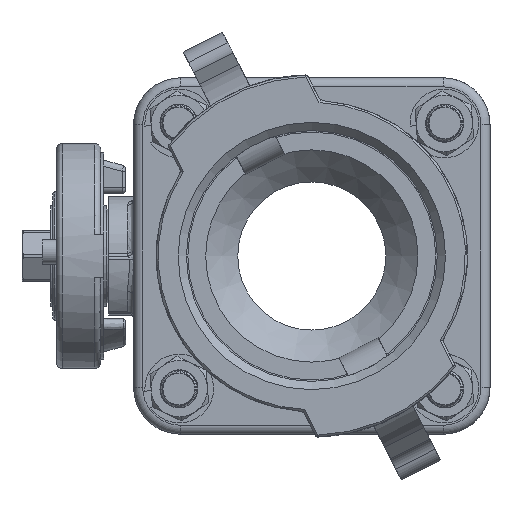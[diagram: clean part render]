
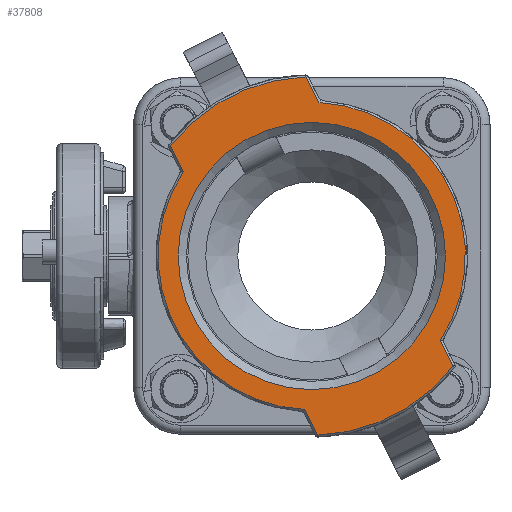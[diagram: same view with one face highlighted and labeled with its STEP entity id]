
A CAD part, left-side view. The second image highlights one B-rep face of the part: STEP entity #37808.
In plain terms, the highlighted planar face has unit normal (-1, 0, 0).
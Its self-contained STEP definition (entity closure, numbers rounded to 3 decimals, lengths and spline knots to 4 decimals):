
#2983=LINE('',#58819,#6219);
#2984=LINE('',#58827,#6220);
#2985=LINE('',#58831,#6221);
#2986=LINE('',#58838,#6222);
#6219=VECTOR('',#44274,0.2806);
#6220=VECTOR('',#44281,0.2806);
#6221=VECTOR('',#44284,0.2806);
#6222=VECTOR('',#44291,0.2806);
#9157=PLANE('',#40291);
#10198=FACE_BOUND('',#13267,.T.);
#10905=FACE_OUTER_BOUND('',#13266,.T.);
#13266=EDGE_LOOP('',(#27930,#27931,#27932,#27933,#27934,#27935,#27936,#27937,
#27938,#27939,#27940,#27941));
#13267=EDGE_LOOP('',(#27942));
#15560=CIRCLE('',#40292,1.535);
#15561=CIRCLE('',#40293,0.01);
#15562=CIRCLE('',#40294,1.79);
#15563=CIRCLE('',#40295,0.01);
#15564=CIRCLE('',#40296,1.535);
#15565=CIRCLE('',#40297,0.01);
#15566=CIRCLE('',#40298,1.79);
#15567=CIRCLE('',#40299,0.01);
#15568=CIRCLE('',#40300,1.335);
#16975=VERTEX_POINT('',#58815);
#16976=VERTEX_POINT('',#58816);
#16977=VERTEX_POINT('',#58818);
#16978=VERTEX_POINT('',#58820);
#16979=VERTEX_POINT('',#58822);
#16980=VERTEX_POINT('',#58824);
#16981=VERTEX_POINT('',#58826);
#16982=VERTEX_POINT('',#58828);
#16983=VERTEX_POINT('',#58830);
#16984=VERTEX_POINT('',#58832);
#16985=VERTEX_POINT('',#58834);
#16986=VERTEX_POINT('',#58836);
#16987=VERTEX_POINT('',#58839);
#21109=EDGE_CURVE('',#16975,#16976,#15560,.T.);
#21110=EDGE_CURVE('',#16977,#16975,#2983,.T.);
#21111=EDGE_CURVE('',#16978,#16977,#15561,.T.);
#21112=EDGE_CURVE('',#16979,#16978,#15562,.T.);
#21113=EDGE_CURVE('',#16980,#16979,#15563,.T.);
#21114=EDGE_CURVE('',#16981,#16980,#2984,.T.);
#21115=EDGE_CURVE('',#16982,#16981,#15564,.T.);
#21116=EDGE_CURVE('',#16983,#16982,#2985,.T.);
#21117=EDGE_CURVE('',#16984,#16983,#15565,.T.);
#21118=EDGE_CURVE('',#16985,#16984,#15566,.T.);
#21119=EDGE_CURVE('',#16986,#16985,#15567,.T.);
#21120=EDGE_CURVE('',#16976,#16986,#2986,.T.);
#21121=EDGE_CURVE('',#16987,#16987,#15568,.T.);
#27930=ORIENTED_EDGE('',*,*,#21109,.F.);
#27931=ORIENTED_EDGE('',*,*,#21110,.F.);
#27932=ORIENTED_EDGE('',*,*,#21111,.F.);
#27933=ORIENTED_EDGE('',*,*,#21112,.F.);
#27934=ORIENTED_EDGE('',*,*,#21113,.F.);
#27935=ORIENTED_EDGE('',*,*,#21114,.F.);
#27936=ORIENTED_EDGE('',*,*,#21115,.F.);
#27937=ORIENTED_EDGE('',*,*,#21116,.F.);
#27938=ORIENTED_EDGE('',*,*,#21117,.F.);
#27939=ORIENTED_EDGE('',*,*,#21118,.F.);
#27940=ORIENTED_EDGE('',*,*,#21119,.F.);
#27941=ORIENTED_EDGE('',*,*,#21120,.F.);
#27942=ORIENTED_EDGE('',*,*,#21121,.F.);
#37808=ADVANCED_FACE('',(#10905,#10198),#9157,.F.);
#40291=AXIS2_PLACEMENT_3D('',#58814,#44270,#44271);
#40292=AXIS2_PLACEMENT_3D('',#58817,#44272,#44273);
#40293=AXIS2_PLACEMENT_3D('',#58821,#44275,#44276);
#40294=AXIS2_PLACEMENT_3D('',#58823,#44277,#44278);
#40295=AXIS2_PLACEMENT_3D('',#58825,#44279,#44280);
#40296=AXIS2_PLACEMENT_3D('',#58829,#44282,#44283);
#40297=AXIS2_PLACEMENT_3D('',#58833,#44285,#44286);
#40298=AXIS2_PLACEMENT_3D('',#58835,#44287,#44288);
#40299=AXIS2_PLACEMENT_3D('',#58837,#44289,#44290);
#40300=AXIS2_PLACEMENT_3D('',#58840,#44292,#44293);
#44270=DIRECTION('center_axis',(1.,0.,0.));
#44271=DIRECTION('ref_axis',(0.,0.,-1.));
#44272=DIRECTION('center_axis',(1.,0.,0.));
#44273=DIRECTION('ref_axis',(0.,-1.,0.));
#44274=DIRECTION('',(0.,-0.454,-0.891));
#44275=DIRECTION('center_axis',(1.,0.,0.));
#44276=DIRECTION('ref_axis',(0.,-0.507,0.862));
#44277=DIRECTION('center_axis',(1.,0.,0.));
#44278=DIRECTION('ref_axis',(0.,0.026,1.));
#44279=DIRECTION('center_axis',(1.,0.,0.));
#44280=DIRECTION('ref_axis',(0.,0.995,0.097));
#44281=DIRECTION('',(0.,0.454,0.891));
#44282=DIRECTION('center_axis',(1.,0.,0.));
#44283=DIRECTION('ref_axis',(0.,1.,0.));
#44284=DIRECTION('',(0.,0.454,0.891));
#44285=DIRECTION('center_axis',(1.,0.,0.));
#44286=DIRECTION('ref_axis',(0.,0.507,-0.862));
#44287=DIRECTION('center_axis',(1.,0.,0.));
#44288=DIRECTION('ref_axis',(0.,-0.026,-1.));
#44289=DIRECTION('center_axis',(1.,0.,0.));
#44290=DIRECTION('ref_axis',(0.,-0.995,-0.097));
#44291=DIRECTION('',(0.,-0.454,-0.891));
#44292=DIRECTION('center_axis',(-1.,0.,0.));
#44293=DIRECTION('ref_axis',(0.,1.,0.));
#58814=CARTESIAN_POINT('Origin',(-2.82,1.85,0.));
#58815=CARTESIAN_POINT('',(-2.82,-0.0717,1.5333));
#58816=CARTESIAN_POINT('',(-2.82,-1.2826,-0.8433));
#58817=CARTESIAN_POINT('Origin',(-2.82,0.,0.));
#58818=CARTESIAN_POINT('',(-2.82,0.0557,1.7834));
#58819=CARTESIAN_POINT('',(-2.82,-0.221,1.2403));
#58820=CARTESIAN_POINT('',(-2.82,0.065,1.7888));
#58821=CARTESIAN_POINT('Origin',(-2.82,0.0646,1.7788));
#58822=CARTESIAN_POINT('',(-2.82,1.409,1.104));
#58823=CARTESIAN_POINT('Origin',(-2.82,0.,0.));
#58824=CARTESIAN_POINT('',(-2.82,1.41,1.0933));
#58825=CARTESIAN_POINT('Origin',(-2.82,1.4011,1.0978));
#58826=CARTESIAN_POINT('',(-2.82,1.2826,0.8433));
#58827=CARTESIAN_POINT('',(-2.82,1.1006,0.486));
#58828=CARTESIAN_POINT('',(-2.82,0.0717,-1.5333));
#58829=CARTESIAN_POINT('Origin',(-2.82,0.,0.));
#58830=CARTESIAN_POINT('',(-2.82,-0.0557,-1.7834));
#58831=CARTESIAN_POINT('',(-2.82,0.7626,-0.1774));
#58832=CARTESIAN_POINT('',(-2.82,-0.065,-1.7888));
#58833=CARTESIAN_POINT('Origin',(-2.82,-0.0646,-1.7788));
#58834=CARTESIAN_POINT('',(-2.82,-1.409,-1.104));
#58835=CARTESIAN_POINT('Origin',(-2.82,0.,0.));
#58836=CARTESIAN_POINT('',(-2.82,-1.41,-1.0933));
#58837=CARTESIAN_POINT('Origin',(-2.82,-1.4011,-1.0978));
#58838=CARTESIAN_POINT('',(-2.82,-0.5591,0.5768));
#58839=CARTESIAN_POINT('',(-2.82,-1.335,0.));
#58840=CARTESIAN_POINT('Origin',(-2.82,0.,0.));
